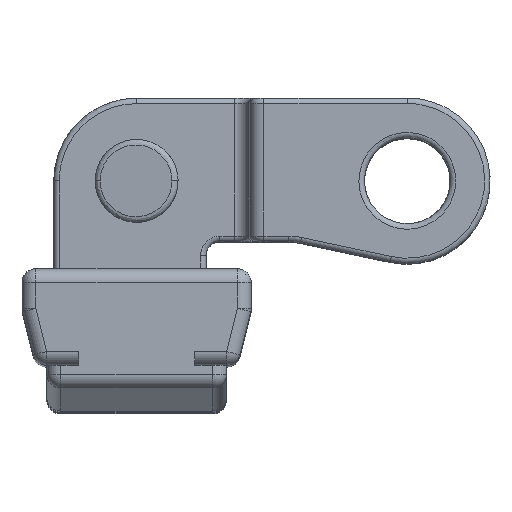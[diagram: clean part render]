
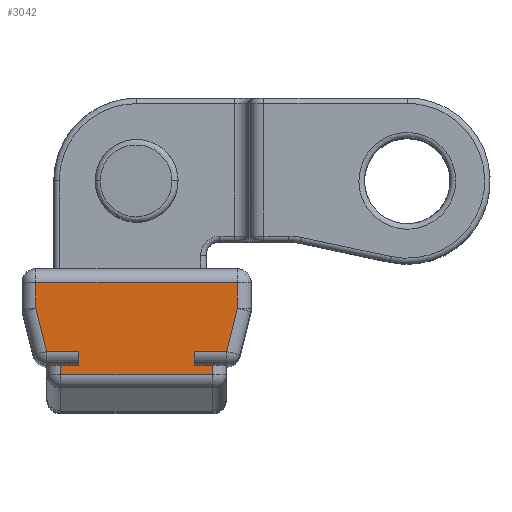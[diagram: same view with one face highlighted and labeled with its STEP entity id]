
A CAD part, top view. The second image highlights one B-rep face of the part: STEP entity #3042.
In plain terms, the highlighted planar face has unit normal (0, 0, 1).
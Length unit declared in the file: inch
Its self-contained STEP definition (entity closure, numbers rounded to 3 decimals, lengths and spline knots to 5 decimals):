
#204=FACE_OUTER_BOUND('',#404,.T.);
#404=EDGE_LOOP('',(#2039,#2040,#2041,#2042,#2043,#2044,#2045,#2046,#2047,
#2048,#2049,#2050,#2051,#2052));
#613=LINE('',#4694,#847);
#614=LINE('',#4697,#848);
#615=LINE('',#4699,#849);
#616=LINE('',#4701,#850);
#617=LINE('',#4703,#851);
#618=LINE('',#4705,#852);
#619=LINE('',#4707,#853);
#620=LINE('',#4709,#854);
#621=LINE('',#4711,#855);
#622=LINE('',#4713,#856);
#623=LINE('',#4715,#857);
#624=LINE('',#4717,#858);
#625=LINE('',#4719,#859);
#626=LINE('',#4720,#860);
#847=VECTOR('',#3665,0.02559);
#848=VECTOR('',#3668,0.01969);
#849=VECTOR('',#3669,0.04565);
#850=VECTOR('',#3670,0.06337);
#851=VECTOR('',#3671,0.03695);
#852=VECTOR('',#3672,0.2874);
#853=VECTOR('',#3673,0.03695);
#854=VECTOR('',#3674,0.06337);
#855=VECTOR('',#3675,0.04565);
#856=VECTOR('',#3676,0.01969);
#857=VECTOR('',#3677,0.02559);
#858=VECTOR('',#3678,0.01337);
#859=VECTOR('',#3679,0.21654);
#860=VECTOR('',#3680,0.01337);
#1282=VERTEX_POINT('',#4688);
#1284=VERTEX_POINT('',#4692);
#1285=VERTEX_POINT('',#4696);
#1286=VERTEX_POINT('',#4698);
#1287=VERTEX_POINT('',#4700);
#1288=VERTEX_POINT('',#4702);
#1289=VERTEX_POINT('',#4704);
#1290=VERTEX_POINT('',#4706);
#1291=VERTEX_POINT('',#4708);
#1292=VERTEX_POINT('',#4710);
#1293=VERTEX_POINT('',#4712);
#1294=VERTEX_POINT('',#4714);
#1295=VERTEX_POINT('',#4716);
#1296=VERTEX_POINT('',#4718);
#1564=EDGE_CURVE('',#1284,#1282,#613,.T.);
#1565=EDGE_CURVE('',#1284,#1285,#614,.T.);
#1566=EDGE_CURVE('',#1285,#1286,#615,.T.);
#1567=EDGE_CURVE('',#1286,#1287,#616,.T.);
#1568=EDGE_CURVE('',#1287,#1288,#617,.T.);
#1569=EDGE_CURVE('',#1289,#1288,#618,.T.);
#1570=EDGE_CURVE('',#1289,#1290,#619,.T.);
#1571=EDGE_CURVE('',#1290,#1291,#620,.T.);
#1572=EDGE_CURVE('',#1291,#1292,#621,.T.);
#1573=EDGE_CURVE('',#1293,#1292,#622,.T.);
#1574=EDGE_CURVE('',#1293,#1294,#623,.T.);
#1575=EDGE_CURVE('',#1294,#1295,#624,.T.);
#1576=EDGE_CURVE('',#1295,#1296,#625,.T.);
#1577=EDGE_CURVE('',#1296,#1282,#626,.T.);
#2039=ORIENTED_EDGE('',*,*,#1565,.T.);
#2040=ORIENTED_EDGE('',*,*,#1566,.T.);
#2041=ORIENTED_EDGE('',*,*,#1567,.T.);
#2042=ORIENTED_EDGE('',*,*,#1568,.T.);
#2043=ORIENTED_EDGE('',*,*,#1569,.F.);
#2044=ORIENTED_EDGE('',*,*,#1570,.T.);
#2045=ORIENTED_EDGE('',*,*,#1571,.T.);
#2046=ORIENTED_EDGE('',*,*,#1572,.T.);
#2047=ORIENTED_EDGE('',*,*,#1573,.F.);
#2048=ORIENTED_EDGE('',*,*,#1574,.T.);
#2049=ORIENTED_EDGE('',*,*,#1575,.T.);
#2050=ORIENTED_EDGE('',*,*,#1576,.T.);
#2051=ORIENTED_EDGE('',*,*,#1577,.T.);
#2052=ORIENTED_EDGE('',*,*,#1564,.F.);
#2984=PLANE('',#3263);
#3042=ADVANCED_FACE('',(#204),#2984,.T.);
#3263=AXIS2_PLACEMENT_3D('',#4695,#3666,#3667);
#3665=DIRECTION('',(1.,0.,0.));
#3666=DIRECTION('center_axis',(0.,0.,1.));
#3667=DIRECTION('ref_axis',(1.,0.,0.));
#3668=DIRECTION('',(0.,1.,0.));
#3669=DIRECTION('',(1.,0.,0.));
#3670=DIRECTION('',(0.243,0.97,0.));
#3671=DIRECTION('',(0.,1.,0.));
#3672=DIRECTION('',(1.,0.,0.));
#3673=DIRECTION('',(0.,-1.,0.));
#3674=DIRECTION('',(0.243,-0.97,0.));
#3675=DIRECTION('',(1.,0.,0.));
#3676=DIRECTION('',(0.,1.,0.));
#3677=DIRECTION('',(-1.,0.,0.));
#3678=DIRECTION('',(0.,-1.,0.));
#3679=DIRECTION('',(1.,0.,0.));
#3680=DIRECTION('',(0.,1.,0.));
#4688=CARTESIAN_POINT('',(-0.08465,-0.07874,0.74803));
#4692=CARTESIAN_POINT('',(-0.11024,-0.07874,0.74803));
#4694=CARTESIAN_POINT('',(-0.11024,-0.07874,0.74803));
#4695=CARTESIAN_POINT('Origin',(0.,0.,0.74803));
#4696=CARTESIAN_POINT('',(-0.11024,-0.05906,0.74803));
#4697=CARTESIAN_POINT('',(-0.11024,-0.07874,0.74803));
#4698=CARTESIAN_POINT('',(-0.06458,-0.05906,0.74803));
#4699=CARTESIAN_POINT('',(-0.11024,-0.05906,0.74803));
#4700=CARTESIAN_POINT('',(-0.04921,0.00242,0.74803));
#4701=CARTESIAN_POINT('',(-0.06458,-0.05906,0.74803));
#4702=CARTESIAN_POINT('',(-0.04921,0.03937,0.74803));
#4703=CARTESIAN_POINT('',(-0.04921,0.00242,0.74803));
#4704=CARTESIAN_POINT('',(-0.33661,0.03937,0.74803));
#4705=CARTESIAN_POINT('',(-0.33661,0.03937,0.74803));
#4706=CARTESIAN_POINT('',(-0.33661,0.00242,0.74803));
#4707=CARTESIAN_POINT('',(-0.33661,0.03937,0.74803));
#4708=CARTESIAN_POINT('',(-0.32124,-0.05906,0.74803));
#4709=CARTESIAN_POINT('',(-0.33661,0.00242,0.74803));
#4710=CARTESIAN_POINT('',(-0.27559,-0.05906,0.74803));
#4711=CARTESIAN_POINT('',(-0.32124,-0.05906,0.74803));
#4712=CARTESIAN_POINT('',(-0.27559,-0.07874,0.74803));
#4713=CARTESIAN_POINT('',(-0.27559,-0.07874,0.74803));
#4714=CARTESIAN_POINT('',(-0.30118,-0.07874,0.74803));
#4715=CARTESIAN_POINT('',(-0.27559,-0.07874,0.74803));
#4716=CARTESIAN_POINT('',(-0.30118,-0.09211,0.74803));
#4717=CARTESIAN_POINT('',(-0.30118,-0.07874,0.74803));
#4718=CARTESIAN_POINT('',(-0.08465,-0.09211,0.74803));
#4719=CARTESIAN_POINT('',(-0.30118,-0.09211,0.74803));
#4720=CARTESIAN_POINT('',(-0.08465,-0.09211,0.74803));
